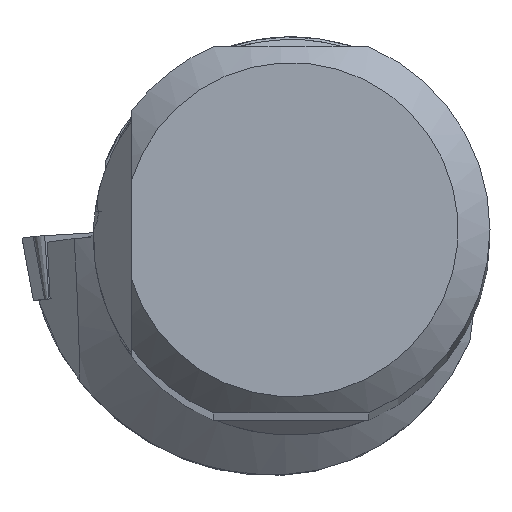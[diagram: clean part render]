
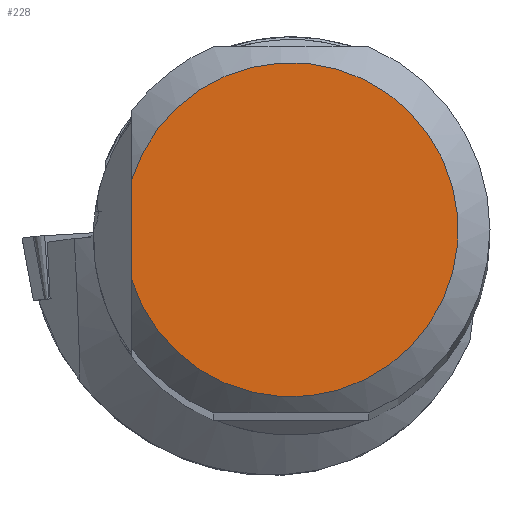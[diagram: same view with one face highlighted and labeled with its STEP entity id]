
A CAD part, top view. The second image highlights one B-rep face of the part: STEP entity #228.
In plain terms, the highlighted planar face has unit normal (0, 0, 1).
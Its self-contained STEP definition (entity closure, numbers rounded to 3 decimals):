
#169=FACE_OUTER_BOUND('',#480,.T.);
#228=ADVANCED_FACE('CU_SU_BP3',(#169),#272,.T.);
#272=PLANE('',#1299);
#337=LINE('',#2119,#404);
#404=VECTOR('',#1564,1.);
#480=EDGE_LOOP('',(#679,#680));
#679=ORIENTED_EDGE('',*,*,#1045,.F.);
#680=ORIENTED_EDGE('',*,*,#1046,.T.);
#916=VERTEX_POINT('',#2120);
#917=VERTEX_POINT('',#2121);
#1045=EDGE_CURVE('',#916,#917,#337,.T.);
#1046=EDGE_CURVE('',#916,#917,#1115,.T.);
#1115=CIRCLE('',#1298,10.491);
#1298=AXIS2_PLACEMENT_3D('',#2122,#1565,#1566);
#1299=AXIS2_PLACEMENT_3D('',#2123,#1567,#1568);
#1564=DIRECTION('',(0.,1.,0.));
#1565=DIRECTION('',(0.,0.,1.));
#1566=DIRECTION('',(1.,0.,0.));
#1567=DIRECTION('',(0.,0.,1.));
#1568=DIRECTION('',(1.,0.,0.));
#2119=CARTESIAN_POINT('',(-10.009,0.,0.));
#2120=CARTESIAN_POINT('',(-10.009,-3.145,0.));
#2121=CARTESIAN_POINT('',(-10.009,3.145,0.));
#2122=CARTESIAN_POINT('',(0.,0.,0.));
#2123=CARTESIAN_POINT('',(0.,0.,
0.));
